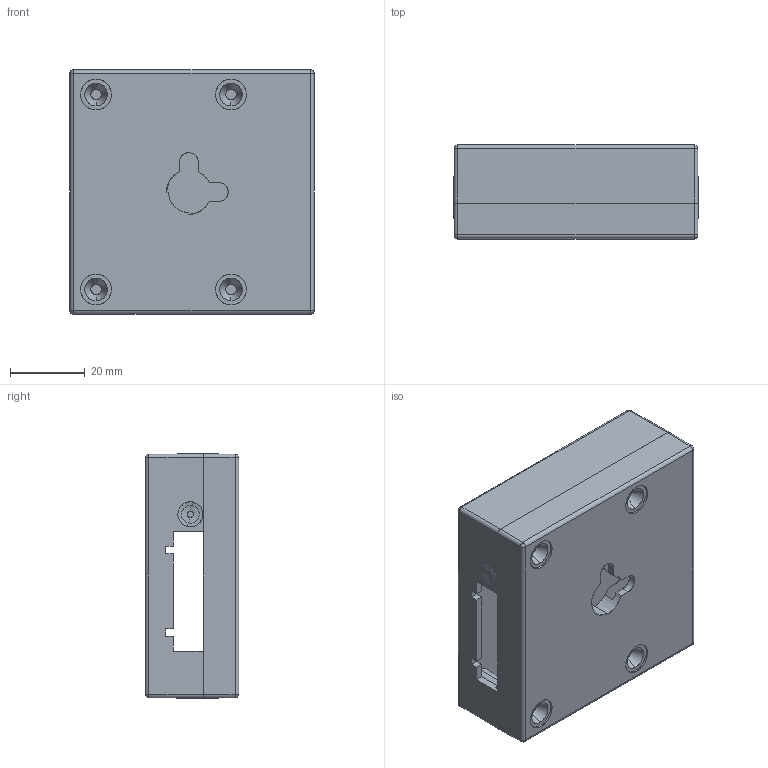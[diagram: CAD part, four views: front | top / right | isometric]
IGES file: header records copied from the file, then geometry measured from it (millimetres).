
Start section: SolidWorks IGES file using analytic representation for surfaces
Global section: file name: PxLNet_Housing.IGS; native system: SolidWorks 2017; preprocessor: SolidWorks 2017; author: marto; date: 190821.143929; units: millimetre
Bounding box: 65.16 x 25 x 65.16 mm (x, y, z)
Surface area: 29161.2 mm2 (no closed solid volume)
Topology: 0 solids, 0 shells, 212 faces, 2638 edges, 2638 vertices
Faces by surface type: bspline 127, revolution 85
